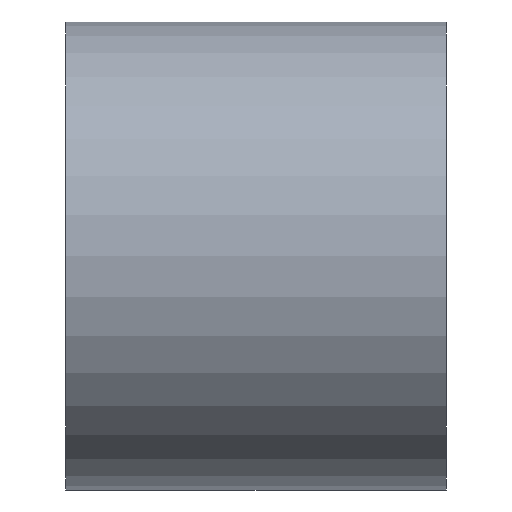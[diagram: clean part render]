
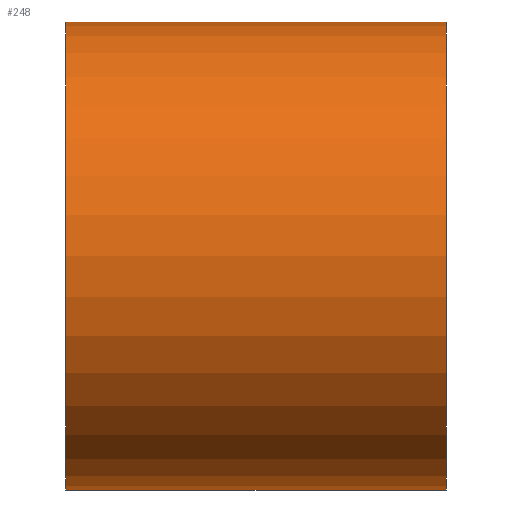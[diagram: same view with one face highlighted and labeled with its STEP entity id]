
A CAD part, left-side view. The second image highlights one B-rep face of the part: STEP entity #248.
In plain terms, the highlighted cylindrical face has radius 8 mm (diameter 16 mm), a partial arc.
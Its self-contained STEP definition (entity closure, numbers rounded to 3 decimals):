
#3 = CARTESIAN_POINT ( 'NONE',  ( 0., 0., 8. ) ) ;
#4 = VECTOR ( 'NONE', #117, 1000. ) ;
#20 = VECTOR ( 'NONE', #194, 1000. ) ;
#32 = CARTESIAN_POINT ( 'NONE',  ( 0., 0., 0. ) ) ;
#45 = DIRECTION ( 'NONE',  ( 0., -1., 0. ) ) ;
#54 = VERTEX_POINT ( 'NONE', #3 ) ;
#55 = CARTESIAN_POINT ( 'NONE',  ( 0., 13., 0. ) ) ;
#57 = LINE ( 'NONE', #268, #4 ) ;
#79 = EDGE_CURVE ( 'NONE', #86, #54, #156, .T. ) ;
#82 = EDGE_CURVE ( 'NONE', #111, #86, #57, .T. ) ;
#86 = VERTEX_POINT ( 'NONE', #146 ) ;
#87 = DIRECTION ( 'NONE',  ( 0., 0., 1. ) ) ;
#99 = DIRECTION ( 'NONE',  ( 0., 0., -1. ) ) ;
#107 = ORIENTED_EDGE ( 'NONE', *, *, #82, .T. ) ;
#110 = CIRCLE ( 'NONE', #277, 8. ) ;
#111 = VERTEX_POINT ( 'NONE', #120 ) ;
#117 = DIRECTION ( 'NONE',  ( 0., -1., 0. ) ) ;
#118 = ORIENTED_EDGE ( 'NONE', *, *, #79, .T. ) ;
#120 = CARTESIAN_POINT ( 'NONE',  ( 0., 13., -8. ) ) ;
#136 = DIRECTION ( 'NONE',  ( 0., 1., 0. ) ) ;
#142 = EDGE_CURVE ( 'NONE', #111, #263, #110, .T. ) ;
#146 = CARTESIAN_POINT ( 'NONE',  ( 0., 0., -8. ) ) ;
#147 = CARTESIAN_POINT ( 'NONE',  ( 0., 13., 0. ) ) ;
#149 = CARTESIAN_POINT ( 'NONE',  ( 0., 13., 8. ) ) ;
#156 = CIRCLE ( 'NONE', #271, 8. ) ;
#159 = EDGE_LOOP ( 'NONE', ( #207, #161, #107, #118 ) ) ;
#161 = ORIENTED_EDGE ( 'NONE', *, *, #142, .F. ) ;
#169 = FACE_OUTER_BOUND ( 'NONE', #159, .T. ) ;
#172 = CYLINDRICAL_SURFACE ( 'NONE', #206, 8. ) ;
#194 = DIRECTION ( 'NONE',  ( 0., -1., 0. ) ) ;
#206 = AXIS2_PLACEMENT_3D ( 'NONE', #147, #45, #99 ) ;
#207 = ORIENTED_EDGE ( 'NONE', *, *, #286, .F. ) ;
#210 = DIRECTION ( 'NONE',  ( 0., 0., 1. ) ) ;
#248 = ADVANCED_FACE ( 'NONE', ( #169 ), #172, .T. ) ;
#250 = LINE ( 'NONE', #149, #20 ) ;
#263 = VERTEX_POINT ( 'NONE', #272 ) ;
#268 = CARTESIAN_POINT ( 'NONE',  ( 0., 13., -8. ) ) ;
#271 = AXIS2_PLACEMENT_3D ( 'NONE', #32, #136, #210 ) ;
#272 = CARTESIAN_POINT ( 'NONE',  ( 0., 13., 8. ) ) ;
#277 = AXIS2_PLACEMENT_3D ( 'NONE', #55, #316, #87 ) ;
#286 = EDGE_CURVE ( 'NONE', #263, #54, #250, .T. ) ;
#316 = DIRECTION ( 'NONE',  ( 0., 1., 0. ) ) ;
